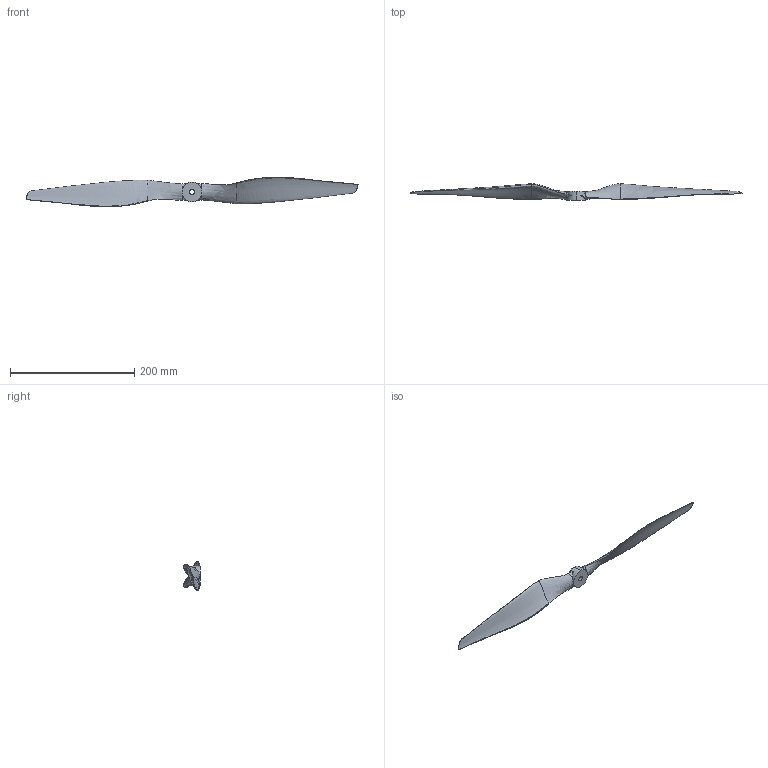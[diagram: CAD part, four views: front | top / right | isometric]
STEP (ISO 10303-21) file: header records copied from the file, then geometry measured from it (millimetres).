
FILE_DESCRIPTION (( 'STEP AP203' ), '1' );
FILE_NAME ('APC_2113_CAD_NEW_1.STEP', '2021-08-21T14:13:36', ( '' ), ( '' ), 'SwSTEP 2.0', 'SolidWorks 2020', '' );
FILE_SCHEMA (( 'CONFIG_CONTROL_DESIGN' ));
Length unit declared in the file: millimetre
Products named in the file (1): APC_2113_CAD_NEW_1
Bounding box: 533.4 x 26.77 x 47.32 mm (x, y, z)
Volume: 76483.4 mm3; surface area: 38184.7 mm2
Topology: 2 solids, 2 shells, 31 faces, 61 edges, 37 vertices
Faces by surface type: bspline 16, plane 7, cylinder 6, torus 2
Entity records: 23632 total; most frequent: CARTESIAN_POINT 23026, ORIENTED_EDGE 122, DIRECTION 70, EDGE_CURVE 61, B_SPLINE_CURVE_WITH_KNOTS 39, VERTEX_POINT 37, EDGE_LOOP 36, AXIS2_PLACEMENT_3D 32
